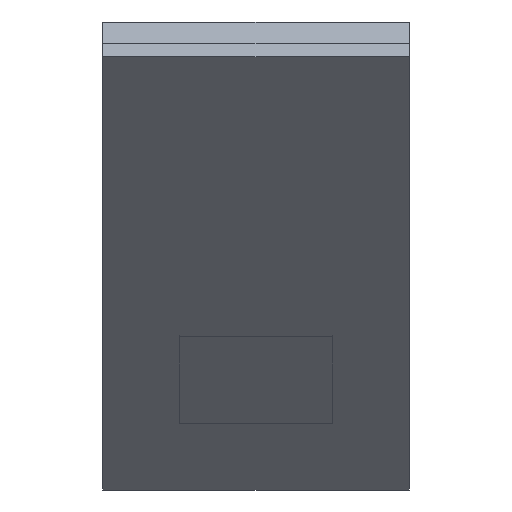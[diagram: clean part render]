
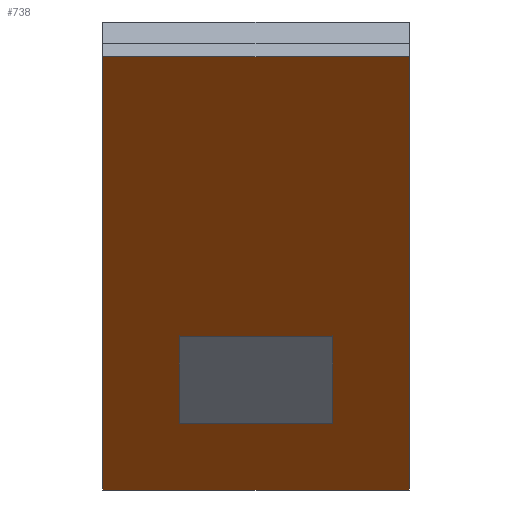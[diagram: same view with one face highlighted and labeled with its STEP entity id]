
A CAD part, front view. The second image highlights one B-rep face of the part: STEP entity #738.
In plain terms, the highlighted planar face has unit normal (0, -0.707, -0.707).
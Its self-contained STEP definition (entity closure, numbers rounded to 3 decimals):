
#682 = VERTEX_POINT('',#683);
#683 = CARTESIAN_POINT('',(5.,-19.566,9.718));
#689 = EDGE_CURVE('',#690,#682,#692,.T.);
#690 = VERTEX_POINT('',#691);
#691 = CARTESIAN_POINT('',(-5.,-19.566,9.718));
#692 = LINE('',#693,#694);
#693 = CARTESIAN_POINT('',(-5.,-19.566,9.718));
#694 = VECTOR('',#695,1.);
#695 = DIRECTION('',(1.,0.,0.));
#738 = ADVANCED_FACE('',(#739,#764),#798,.F.);
#739 = FACE_BOUND('',#740,.F.);
#740 = EDGE_LOOP('',(#741,#742,#750,#758));
#741 = ORIENTED_EDGE('',*,*,#689,.T.);
#742 = ORIENTED_EDGE('',*,*,#743,.T.);
#743 = EDGE_CURVE('',#682,#744,#746,.T.);
#744 = VERTEX_POINT('',#745);
#745 = CARTESIAN_POINT('',(5.,-5.424,-4.424));
#746 = LINE('',#747,#748);
#747 = CARTESIAN_POINT('',(5.,-19.566,9.718));
#748 = VECTOR('',#749,1.);
#749 = DIRECTION('',(0.,0.707,-0.707));
#750 = ORIENTED_EDGE('',*,*,#751,.F.);
#751 = EDGE_CURVE('',#752,#744,#754,.T.);
#752 = VERTEX_POINT('',#753);
#753 = CARTESIAN_POINT('',(-5.,-5.424,-4.424));
#754 = LINE('',#755,#756);
#755 = CARTESIAN_POINT('',(-5.,-5.424,-4.424));
#756 = VECTOR('',#757,1.);
#757 = DIRECTION('',(1.,0.,0.));
#758 = ORIENTED_EDGE('',*,*,#759,.F.);
#759 = EDGE_CURVE('',#690,#752,#760,.T.);
#760 = LINE('',#761,#762);
#761 = CARTESIAN_POINT('',(-5.,-19.566,9.718));
#762 = VECTOR('',#763,1.);
#763 = DIRECTION('',(0.,0.707,-0.707));
#764 = FACE_BOUND('',#765,.F.);
#765 = EDGE_LOOP('',(#766,#776,#784,#792));
#766 = ORIENTED_EDGE('',*,*,#767,.F.);
#767 = EDGE_CURVE('',#768,#770,#772,.T.);
#768 = VERTEX_POINT('',#769);
#769 = CARTESIAN_POINT('',(-2.5,-10.424,0.576));
#770 = VERTEX_POINT('',#771);
#771 = CARTESIAN_POINT('',(2.5,-10.424,0.576));
#772 = LINE('',#773,#774);
#773 = CARTESIAN_POINT('',(-2.5,-10.424,0.576));
#774 = VECTOR('',#775,1.);
#775 = DIRECTION('',(1.,0.,0.));
#776 = ORIENTED_EDGE('',*,*,#777,.F.);
#777 = EDGE_CURVE('',#778,#768,#780,.T.);
#778 = VERTEX_POINT('',#779);
#779 = CARTESIAN_POINT('',(-2.5,-7.596,-2.253));
#780 = LINE('',#781,#782);
#781 = CARTESIAN_POINT('',(-2.5,-7.596,-2.253));
#782 = VECTOR('',#783,1.);
#783 = DIRECTION('',(0.,-0.707,0.707));
#784 = ORIENTED_EDGE('',*,*,#785,.F.);
#785 = EDGE_CURVE('',#786,#778,#788,.T.);
#786 = VERTEX_POINT('',#787);
#787 = CARTESIAN_POINT('',(2.5,-7.596,-2.253));
#788 = LINE('',#789,#790);
#789 = CARTESIAN_POINT('',(2.5,-7.596,-2.253));
#790 = VECTOR('',#791,1.);
#791 = DIRECTION('',(-1.,-0.,0.));
#792 = ORIENTED_EDGE('',*,*,#793,.F.);
#793 = EDGE_CURVE('',#770,#786,#794,.T.);
#794 = LINE('',#795,#796);
#795 = CARTESIAN_POINT('',(2.5,-10.424,0.576));
#796 = VECTOR('',#797,1.);
#797 = DIRECTION('',(0.,0.707,-0.707));
#798 = PLANE('',#799);
#799 = AXIS2_PLACEMENT_3D('',#800,#801,#802);
#800 = CARTESIAN_POINT('',(-5.,-19.566,9.718));
#801 = DIRECTION('',(0.,0.707,0.707));
#802 = DIRECTION('',(0.,0.707,-0.707));
